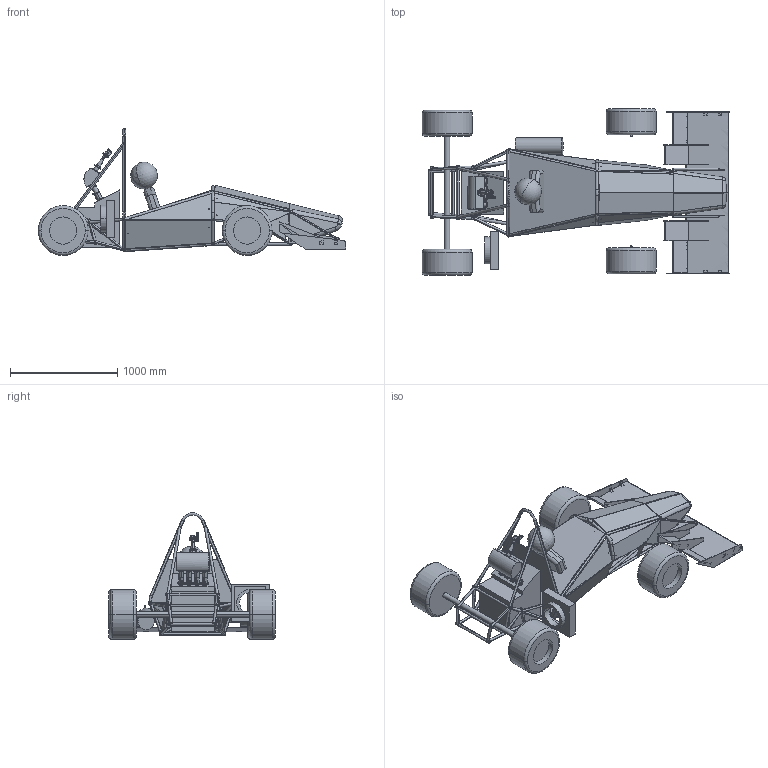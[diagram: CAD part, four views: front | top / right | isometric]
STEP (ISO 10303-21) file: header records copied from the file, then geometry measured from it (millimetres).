
FILE_DESCRIPTION(('CATIA V5 STEP Exchange'),'2;1');
FILE_NAME('2020KaisekiAssen.stp','2020-01-26T16:11:29+00:00',('none'),('none'),'CATIA Version 5 Release 17 (IN-10)','CATIA V5 STEP AP203','none');
FILE_SCHEMA(('CONFIG_CONTROL_DESIGN'));
Length unit declared in the file: millimetre
Products named in the file (25): 2020KaisekiAssen; 2020Body; AeroDevice2020; Front Wing; F_Main_As; F_Sub_As; F_Stay_As; fwingrod2; Symmetry of F_Sub_As; Symmetry of F_Stay_As; Symmetry of fwingrod2; Symmetry of F_Main_As; 2020Nose; Nose3; Symmetry of Nose3; UnderPanel; SidePanel; Rear Wing; Symmetry of SidePanel; inteke assem(part2); inteke under assem; 2020 restrictor kai; throttle; kaiseki Ashi; AeroFronttiya
Assembly tree (96 placements, depth 7):
  2020KaisekiAssen
    2020Body
      AeroDevice2020
        Front Wing
          #74
          F_Main_As
            #288
            #1789  x2
          F_Sub_As
            #2259
            #3156
            #4053  x2
            #4307
          F_Stay_As
            #4503
            #5134
            fwingrod2
              #5507
          #5706
          Symmetry of F_Sub_As
            #5920
            #6817
            #7714  x2
            #7968
          Symmetry of F_Stay_As
            #8164
            #8795
            Symmetry of fwingrod2
              #9168
          Symmetry of F_Main_As
            #9373
            #10874  x2
        2020Nose
          #11359
          #13558
          Nose3
            #13968
            #14241
            #14449
          Symmetry of Nose3
            #14710
            #14983
            #15191
        UnderPanel
          #15467
          #15642
        SidePanel
          #15838
          #16045
        Rear Wing
        Symmetry of SidePanel
          #16392
          #16599
          #16904  x3
      #17200
      #27460
      #27635
      #27980
      #28084
      #28325
Bounding box: 2873.5 x 1555.39 x 1185.4 mm (x, y, z)
Volume: 284383223.6 mm3; surface area: 20246951.8 mm2
Topology: 134 solids, 134 shells, 1645 faces, 3813 edges, 2461 vertices
Faces by surface type: cylinder 749, plane 706, torus 141, bspline 20, cone 16, revolution 8, sphere 5
Entity records: 43674 total; most frequent: CARTESIAN_POINT 13790, ORIENTED_EDGE 5824, DIRECTION 5301, EDGE_CURVE 2912, AXIS2_PLACEMENT_3D 2599, VERTEX_POINT 1870, EDGE_LOOP 1577, VECTOR 1427
